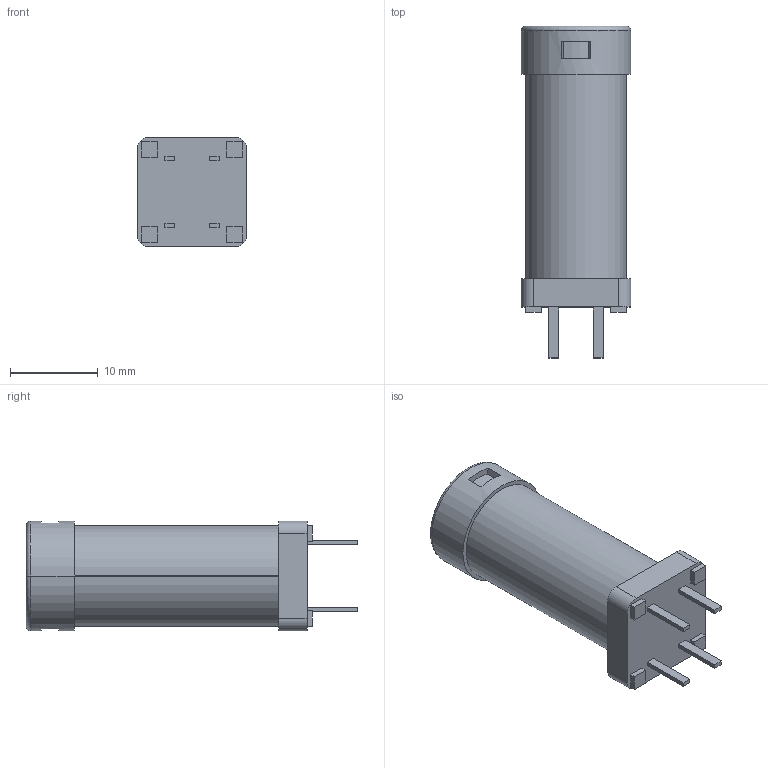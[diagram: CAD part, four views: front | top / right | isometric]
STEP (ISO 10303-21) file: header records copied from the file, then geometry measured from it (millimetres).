
FILE_DESCRIPTION((''),'1');
FILE_NAME('1','2001-05-15T',('jlue'),(''),'PRO/ENGINEER BY PARAMETRIC TECHNOLOGY CORPORATION, 9846','PRO/ENGINEER BY PARAMETRIC TECHNOLOGY CORPORATION, 9846','');
FILE_SCHEMA(('CONFIG_CONTROL_DESIGN'));
Length unit declared in the file: millimetre
Products named in the file (1): 1
Bounding box: 12.5 x 37.8 x 12.5 mm (x, y, z)
Surface area: 1902.5 mm2 (no closed solid volume)
Topology: 0 solids, 0 shells, 88 faces, 439 edges, 440 vertices
Faces by surface type: plane 69, cylinder 17, torus 2
Entity records: 2277 total; most frequent: DIRECTION 451, COMPOSITE_CURVE_SEGMENT 432, CARTESIAN_POINT 311, TRIMMED_CURVE 223, VECTOR 171, LINE 171, AXIS2_PLACEMENT_3D 140, CURVE_BOUNDED_SURFACE 88
